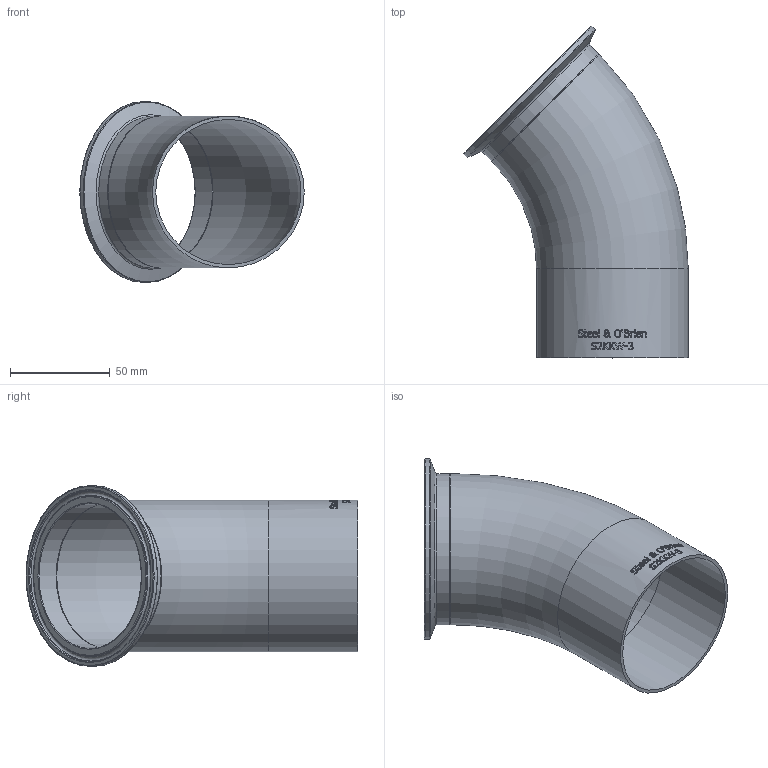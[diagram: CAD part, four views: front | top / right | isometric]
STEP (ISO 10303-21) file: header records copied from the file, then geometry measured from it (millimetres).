
FILE_DESCRIPTION(/* description */ (''),/* implementation_level */ '2;1');
FILE_NAME(/* name */ 'S2KKW-3.stp',/* time_stamp */ '2018-11-16T09:43:31-05:00',/* author */ ('rick'),/* organization */ (''),/* preprocessor_version */ 'ST-DEVELOPER v15.2',/* originating_system */ 'Autodesk Inventor 2014',/* authorisation */ '');
FILE_SCHEMA (('AUTOMOTIVE_DESIGN { 1 0 10303 214 3 1 1 }'));
Length unit declared in the file: inch
Products named in the file (1): S2KKW-3
Bounding box: 112.74 x 166.71 x 90.91 mm (x, y, z)
Volume: 64121.1 mm3; surface area: 73728.6 mm2
Topology: 1 solids, 1 shells, 360 faces, 969 edges, 642 vertices
Faces by surface type: bspline 165, plane 144, cylinder 37, torus 11, cone 3
Full cylindrical faces by diameter (mm): 72.898 x3, 76.2 x3, 90.907 x1
Entity records: 14437 total; most frequent: CARTESIAN_POINT 6101, ORIENTED_EDGE 1876, DIRECTION 1198, EDGE_CURVE 938, VERTEX_POINT 634, EDGE_LOOP 414, LINE 408, VECTOR 408
